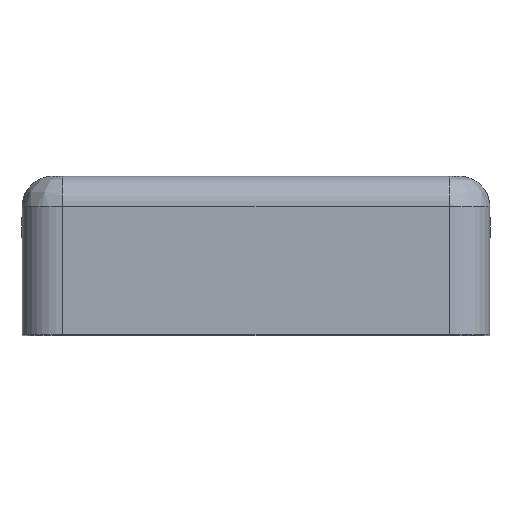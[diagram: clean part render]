
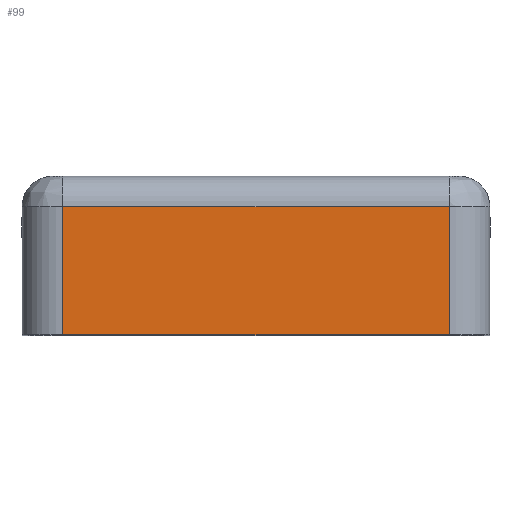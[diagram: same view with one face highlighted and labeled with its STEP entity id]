
A CAD part, top view. The second image highlights one B-rep face of the part: STEP entity #99.
In plain terms, the highlighted planar face has unit normal (0, 0, 1).
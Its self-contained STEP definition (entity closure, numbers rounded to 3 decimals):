
#99 = ADVANCED_FACE( 'NONE', ( #257 ), #258, .T. );
#257 = FACE_OUTER_BOUND( '', #516, .T. );
#258 = PLANE( '', #517 );
#516 = EDGE_LOOP( '', ( #913, #914, #915, #916 ) );
#517 = AXIS2_PLACEMENT_3D( '', #917, #918, #919 );
#913 = ORIENTED_EDGE( '', *, *, #1511, .T. );
#914 = ORIENTED_EDGE( '', *, *, #1507, .F. );
#915 = ORIENTED_EDGE( '', *, *, #1512, .F. );
#916 = ORIENTED_EDGE( '', *, *, #1513, .T. );
#917 = CARTESIAN_POINT( '', ( -9.5, 0., 13. ) );
#918 = DIRECTION( '', ( 0., 0., 1. ) );
#919 = DIRECTION( '', ( 1., 0., 0. ) );
#1507 = EDGE_CURVE( 'NONE', #1759, #1762, #1763, .T. );
#1511 = EDGE_CURVE( 'NONE', #1768, #1762, #1769, .T. );
#1512 = EDGE_CURVE( 'NONE', #1770, #1759, #1771, .T. );
#1513 = EDGE_CURVE( 'NONE', #1770, #1768, #1772, .T. );
#1759 = VERTEX_POINT( 'NONE', #2124 );
#1762 = VERTEX_POINT( 'NONE', #2127 );
#1763 = LINE( '', #2128, #2129 );
#1768 = VERTEX_POINT( 'NONE', #2135 );
#1769 = LINE( '', #2136, #2137 );
#1770 = VERTEX_POINT( 'NONE', #2138 );
#1771 = LINE( '', #2139, #2140 );
#1772 = LINE( '', #2141, #2142 );
#2124 = CARTESIAN_POINT( '', ( 9.5, -1.5, 13. ) );
#2127 = CARTESIAN_POINT( '', ( 9.5, -7.8, 13. ) );
#2128 = CARTESIAN_POINT( '', ( 9.5, 0., 13. ) );
#2129 = VECTOR( '', #2569, 1000. );
#2135 = CARTESIAN_POINT( '', ( -9.5, -7.8, 13. ) );
#2136 = CARTESIAN_POINT( '', ( -9.5, -7.8, 13. ) );
#2137 = VECTOR( '', #2574, 1000. );
#2138 = CARTESIAN_POINT( '', ( -9.5, -1.5, 13. ) );
#2139 = CARTESIAN_POINT( '', ( -9.5, -1.5, 13. ) );
#2140 = VECTOR( '', #2575, 1000. );
#2141 = CARTESIAN_POINT( '', ( -9.5, 0., 13. ) );
#2142 = VECTOR( '', #2576, 1000. );
#2569 = DIRECTION( '', ( 0., -1., 0. ) );
#2574 = DIRECTION( '', ( 1., 0., 0. ) );
#2575 = DIRECTION( '', ( 1., 0., 0. ) );
#2576 = DIRECTION( '', ( 0., -1., 0. ) );
